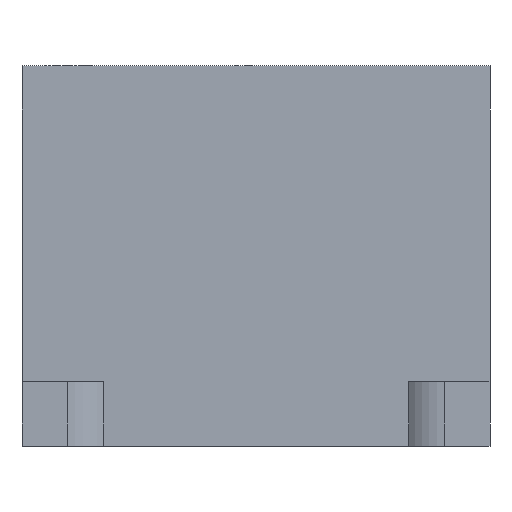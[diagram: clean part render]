
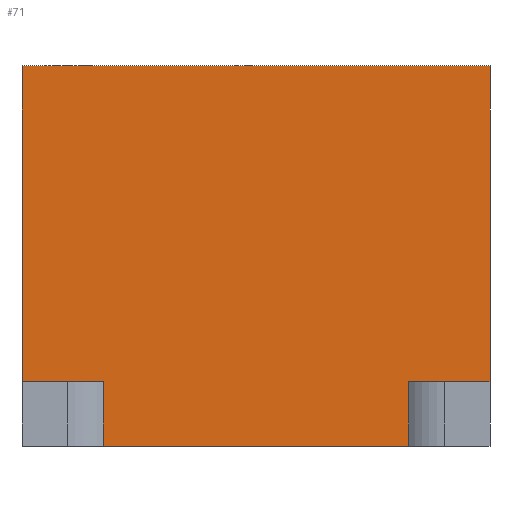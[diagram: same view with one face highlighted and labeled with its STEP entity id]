
A CAD part, front view. The second image highlights one B-rep face of the part: STEP entity #71.
In plain terms, the highlighted planar face has unit normal (0, -1, 0).
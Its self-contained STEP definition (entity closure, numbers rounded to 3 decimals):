
#13=DIRECTION('',(0.,0.,1.));
#21=EDGE_CURVE('',#22,#24,#26,.T.);
#22=VERTEX_POINT('',#23);
#23=CARTESIAN_POINT('',(-0.8,-0.4,0.22));
#24=VERTEX_POINT('',#25);
#25=CARTESIAN_POINT('',(-0.8,-0.4,1.3));
#26=LINE('',#27,#28);
#27=CARTESIAN_POINT('',(-0.8,-0.4,0.));
#28=VECTOR('',#13,1.);
#47=DIRECTION('',(0.,1.,0.));
#70=DIRECTION('',(1.,0.,0.));
#71=ADVANCED_FACE('',(#72),#116,.F.);
#72=FACE_BOUND('',#73,.F.);
#73=EDGE_LOOP('',(#74,#82,#89,#93,#94,#99,#105,#111));
#74=ORIENTED_EDGE('',*,*,#75,.F.);
#75=EDGE_CURVE('',#76,#78,#80,.T.);
#76=VERTEX_POINT('',#77);
#77=CARTESIAN_POINT('',(-0.523,-0.4,0.));
#78=VERTEX_POINT('',#79);
#79=CARTESIAN_POINT('',(0.523,-0.4,0.));
#80=LINE('',#27,#81);
#81=VECTOR('',#70,1.);
#82=ORIENTED_EDGE('',*,*,#83,.F.);
#83=EDGE_CURVE('',#84,#76,#86,.T.);
#84=VERTEX_POINT('',#85);
#85=CARTESIAN_POINT('',(-0.523,-0.4,0.22));
#86=LINE('',#77,#87);
#87=VECTOR('',#88,1.);
#88=DIRECTION('',(0.,-0.,-1.));
#89=ORIENTED_EDGE('',*,*,#90,.F.);
#90=EDGE_CURVE('',#22,#84,#91,.T.);
#91=LINE('',#92,#81);
#92=CARTESIAN_POINT('',(-0.733,-0.4,0.22));
#93=ORIENTED_EDGE('',*,*,#21,.T.);
#94=ORIENTED_EDGE('',*,*,#95,.T.);
#95=EDGE_CURVE('',#24,#96,#98,.T.);
#96=VERTEX_POINT('',#97);
#97=CARTESIAN_POINT('',(0.8,-0.4,1.3));
#98=LINE('',#25,#81);
#99=ORIENTED_EDGE('',*,*,#100,.F.);
#100=EDGE_CURVE('',#101,#96,#103,.T.);
#101=VERTEX_POINT('',#102);
#102=CARTESIAN_POINT('',(0.8,-0.4,0.22));
#103=LINE('',#104,#28);
#104=CARTESIAN_POINT('',(0.8,-0.4,0.));
#105=ORIENTED_EDGE('',*,*,#106,.F.);
#106=EDGE_CURVE('',#107,#101,#109,.T.);
#107=VERTEX_POINT('',#108);
#108=CARTESIAN_POINT('',(0.523,-0.4,0.22));
#109=LINE('',#110,#81);
#110=CARTESIAN_POINT('',(-0.067,-0.4,0.22));
#111=ORIENTED_EDGE('',*,*,#112,.T.);
#112=EDGE_CURVE('',#107,#78,#113,.T.);
#113=LINE('',#79,#114);
#114=VECTOR('',#115,1.);
#115=DIRECTION('',(0.,0.,-1.));
#116=PLANE('',#117);
#117=AXIS2_PLACEMENT_3D('',#27,#47,#13);
